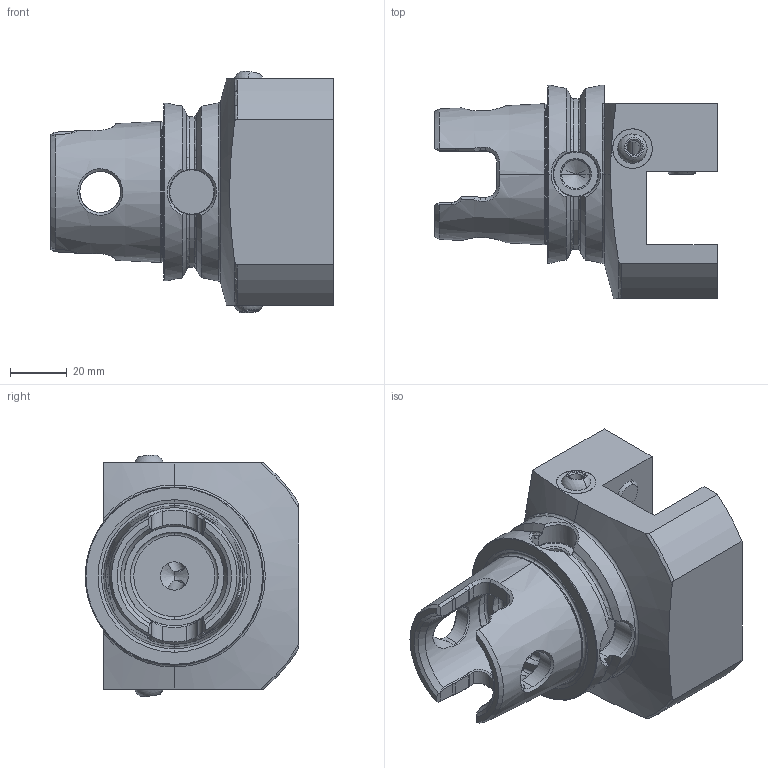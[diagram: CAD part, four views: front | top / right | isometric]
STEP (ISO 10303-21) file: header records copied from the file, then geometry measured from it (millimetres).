
FILE_DESCRIPTION (( 'STEP AP214' ), '1' );
FILE_NAME ('KU6.V25.N11.060.STEP', '2024-02-12T14:45:44', ( '' ), ( '' ), 'SwSTEP 2.0', 'SolidWorks 2022', '' );
FILE_SCHEMA (( 'AUTOMOTIVE_DESIGN' ));
Length unit declared in the file: millimetre
Products named in the file (6): KU6.V25.N11.060; KU1-U14.001.012_1; KU1-U14.001.012_2; KU1-U14.001.012; KU6-V25.N11.060_A; ISO 4026 - M12 x 25
Assembly tree (8 placements, depth 3):
  KU6.V25.N11.060
    KU6-V25.N11.060_A
    ISO 4026 - M12 x 25  x3
    KU1-U14.001.012  x2
      KU1-U14.001.012_1
      KU1-U14.001.012_2
Bounding box: 99.95 x 75.47 x 85.62 mm (x, y, z)
Volume: 233888 mm3; surface area: 50243.7 mm2
Topology: 8 solids, 8 shells, 336 faces, 871 edges, 546 vertices
Faces by surface type: plane 94, cylinder 82, cone 59, bspline 58, torus 35, sphere 8
Entity records: 13730 total; most frequent: CARTESIAN_POINT 5945, ORIENTED_EDGE 1490, DIRECTION 1109, EDGE_CURVE 745, VERTEX_POINT 470, AXIS2_PLACEMENT_3D 458, B_SPLINE_CURVE_WITH_KNOTS 333, EDGE_LOOP 313
